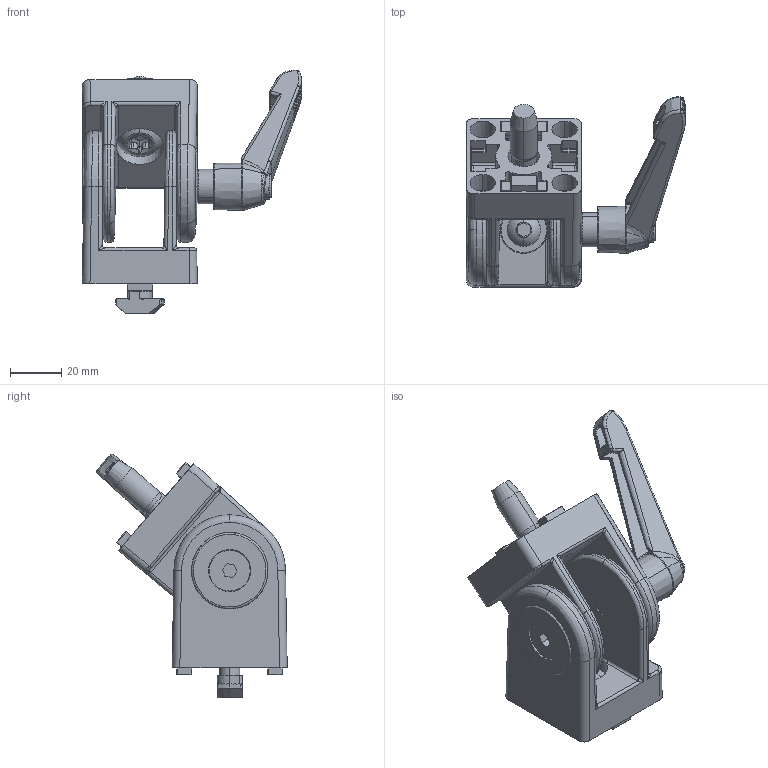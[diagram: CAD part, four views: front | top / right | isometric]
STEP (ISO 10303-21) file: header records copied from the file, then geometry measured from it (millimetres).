
FILE_DESCRIPTION (( 'STEP AP203' ), '1' );
FILE_NAME ('414500611_c_1.STEP', '2023-03-02T03:52:22', ( '' ), ( '' ), 'SwSTEP 2.0', 'SolidWorks 2014', '' );
FILE_SCHEMA (( 'CONFIG_CONTROL_DESIGN' ));
Length unit declared in the file: millimetre
Products named in the file (11): Gelenk 45 N10 Gleitscheibe; Gelenk 45 lackiert N10 Element 1; DIN 7991 - M8x12; 412530236 Zentralschraube S12x30; Halbrundschraube mit Flansch M8x16; 412530287 Hammermutter M8 Nut 10; Gelenk 45 N10 Fixierst_X_FCck; Gelenk 45 N10 Lager; Gelenk 45 N10 Lager 2; Klemmhebel M8x12 f_X_FCr Gelenk; 414500611_c_1
Assembly tree (15 placements, depth 2):
  414500611_c_1
    Gelenk 45 lackiert N10 Element 1  x2
    Gelenk 45 N10 Gleitscheibe  x2
    Gelenk 45 N10 Lager
    DIN 7991 - M8x12
    412530236 Zentralschraube S12x30
    Halbrundschraube mit Flansch M8x16
    412530287 Hammermutter M8 Nut 10
    Gelenk 45 N10 Lager 2
    Klemmhebel M8x12 f_X_FCr Gelenk
    Gelenk 45 N10 Fixierst_X_FCck  x4
Bounding box: 85.84 x 74.5 x 95.39 mm (x, y, z)
Volume: 92362 mm3; surface area: 56347 mm2
Topology: 15 solids, 16 shells, 1672 faces, 3959 edges, 2307 vertices
Faces by surface type: cylinder 554, bspline 527, plane 422, cone 165, torus 4
Entity records: 41295 total; most frequent: CARTESIAN_POINT 19028, ORIENTED_EDGE 4862, DIRECTION 3764, EDGE_CURVE 2431, VERTEX_POINT 1473, AXIS2_PLACEMENT_3D 1449, EDGE_LOOP 1058, FACE_OUTER_BOUND 1012
